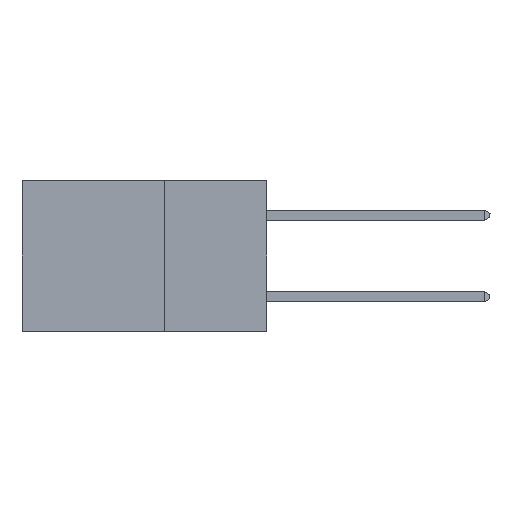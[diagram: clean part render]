
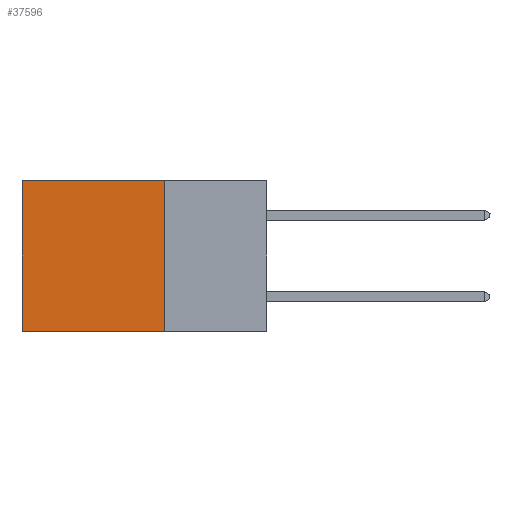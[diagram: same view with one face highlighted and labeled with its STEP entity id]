
A CAD part, left-side view. The second image highlights one B-rep face of the part: STEP entity #37596.
In plain terms, the highlighted planar face has unit normal (-1, 0, 0).
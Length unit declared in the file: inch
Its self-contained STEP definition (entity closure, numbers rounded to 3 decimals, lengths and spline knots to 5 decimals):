
#1163 = DIRECTION ( 'NONE',  ( 1., 0., 0. ) ) ;
#2083 = LINE ( 'NONE', #39024, #33707 ) ;
#5608 = ORIENTED_EDGE ( 'NONE', *, *, #10008, .F. ) ;
#6994 = DIRECTION ( 'NONE',  ( 0., 0., -1. ) ) ;
#7719 = AXIS2_PLACEMENT_3D ( 'NONE', #29263, #1163, #36321 ) ;
#7881 = VECTOR ( 'NONE', #36954, 39.37008 ) ;
#8840 = DIRECTION ( 'NONE',  ( 0., 1., 0. ) ) ;
#10008 = EDGE_CURVE ( 'NONE', #11342, #27526, #2083, .T. ) ;
#10890 = VERTEX_POINT ( 'NONE', #11715 ) ;
#11342 = VERTEX_POINT ( 'NONE', #35519 ) ;
#11543 = EDGE_CURVE ( 'NONE', #11342, #10890, #35724, .T. ) ;
#11715 = CARTESIAN_POINT ( 'NONE',  ( 0.2875, 0.6, 0. ) ) ;
#14073 = VERTEX_POINT ( 'NONE', #39252 ) ;
#16412 = EDGE_CURVE ( 'NONE', #10890, #14073, #32813, .T. ) ;
#17300 = EDGE_CURVE ( 'NONE', #27526, #14073, #35494, .T. ) ;
#18022 = VECTOR ( 'NONE', #8840, 39.37008 ) ;
#20196 = CARTESIAN_POINT ( 'NONE',  ( 0.2875, 0.25, -0.37 ) ) ;
#22597 = CARTESIAN_POINT ( 'NONE',  ( 0.2875, 0.6, 0. ) ) ;
#26111 = VECTOR ( 'NONE', #40892, 39.37008 ) ;
#27526 = VERTEX_POINT ( 'NONE', #36755 ) ;
#27737 = FACE_OUTER_BOUND ( 'NONE', #36402, .T. ) ;
#28946 = PLANE ( 'NONE',  #7719 ) ;
#29263 = CARTESIAN_POINT ( 'NONE',  ( 0.2875, 0.25, 0. ) ) ;
#30623 = ORIENTED_EDGE ( 'NONE', *, *, #16412, .T. ) ;
#31127 = ORIENTED_EDGE ( 'NONE', *, *, #17300, .F. ) ;
#31476 = ORIENTED_EDGE ( 'NONE', *, *, #11543, .T. ) ;
#32813 = LINE ( 'NONE', #22597, #7881 ) ;
#33707 = VECTOR ( 'NONE', #6994, 39.37008 ) ;
#33906 = CARTESIAN_POINT ( 'NONE',  ( 0.2875, 0.25, 0. ) ) ;
#35494 = LINE ( 'NONE', #20196, #26111 ) ;
#35519 = CARTESIAN_POINT ( 'NONE',  ( 0.2875, 0.25, 0. ) ) ;
#35724 = LINE ( 'NONE', #33906, #18022 ) ;
#36321 = DIRECTION ( 'NONE',  ( 0., 0., -1. ) ) ;
#36402 = EDGE_LOOP ( 'NONE', ( #30623, #31127, #5608, #31476 ) ) ;
#36755 = CARTESIAN_POINT ( 'NONE',  ( 0.2875, 0.25, -0.37 ) ) ;
#36954 = DIRECTION ( 'NONE',  ( 0., 0., -1. ) ) ;
#37596 = ADVANCED_FACE ( 'NONE', ( #27737 ), #28946, .F. ) ;
#39024 = CARTESIAN_POINT ( 'NONE',  ( 0.2875, 0.25, 0. ) ) ;
#39252 = CARTESIAN_POINT ( 'NONE',  ( 0.2875, 0.6, -0.37 ) ) ;
#40892 = DIRECTION ( 'NONE',  ( 0., 1., 0. ) ) ;
